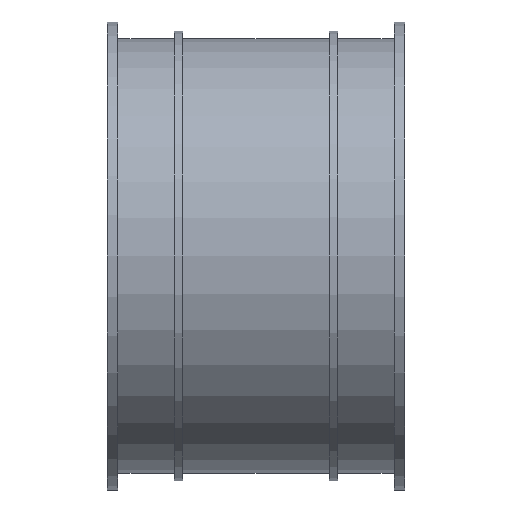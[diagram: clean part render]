
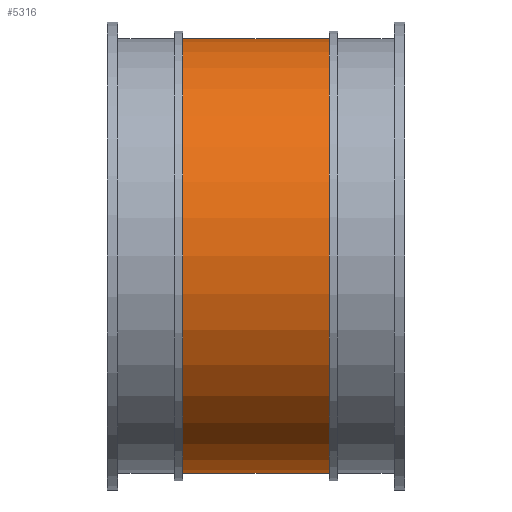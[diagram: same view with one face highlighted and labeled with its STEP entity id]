
A CAD part, left-side view. The second image highlights one B-rep face of the part: STEP entity #5316.
In plain terms, the highlighted cylindrical face has radius 28.8 mm (diameter 57.6 mm), a partial arc.
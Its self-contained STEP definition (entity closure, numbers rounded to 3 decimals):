
#491 = CARTESIAN_POINT ( 'NONE',  ( 0., 29.4, 0. ) ) ;
#559 = CYLINDRICAL_SURFACE ( 'NONE', #1984, 28.8 ) ;
#913 = VERTEX_POINT ( 'NONE', #7877 ) ;
#1005 = CIRCLE ( 'NONE', #6505, 28.8 ) ;
#1023 = LINE ( 'NONE', #7997, #2318 ) ;
#1270 = CIRCLE ( 'NONE', #2577, 28.8 ) ;
#1863 = DIRECTION ( 'NONE',  ( 0., 0., -1. ) ) ;
#1950 = ORIENTED_EDGE ( 'NONE', *, *, #4657, .F. ) ;
#1984 = AXIS2_PLACEMENT_3D ( 'NONE', #3828, #7483, #1863 ) ;
#2192 = CARTESIAN_POINT ( 'NONE',  ( 0., 29.4, 28.8 ) ) ;
#2318 = VECTOR ( 'NONE', #3567, 1000. ) ;
#2411 = DIRECTION ( 'NONE',  ( 0., 0., 1. ) ) ;
#2577 = AXIS2_PLACEMENT_3D ( 'NONE', #491, #7334, #2411 ) ;
#2852 = DIRECTION ( 'NONE',  ( 0., -1., 0. ) ) ;
#3019 = CARTESIAN_POINT ( 'NONE',  ( 0., 29.4, 28.8 ) ) ;
#3036 = ORIENTED_EDGE ( 'NONE', *, *, #6157, .F. ) ;
#3567 = DIRECTION ( 'NONE',  ( 0., -1., 0. ) ) ;
#3690 = ORIENTED_EDGE ( 'NONE', *, *, #4692, .T. ) ;
#3756 = FACE_OUTER_BOUND ( 'NONE', #5227, .T. ) ;
#3828 = CARTESIAN_POINT ( 'NONE',  ( 0., 29.4, 0. ) ) ;
#3841 = CARTESIAN_POINT ( 'NONE',  ( 0., 10., -28.8 ) ) ;
#4292 = CARTESIAN_POINT ( 'NONE',  ( 0., 29.4, -28.8 ) ) ;
#4657 = EDGE_CURVE ( 'NONE', #6922, #6288, #1270, .T. ) ;
#4692 = EDGE_CURVE ( 'NONE', #6922, #6690, #1023, .T. ) ;
#5227 = EDGE_LOOP ( 'NONE', ( #3036, #1950, #3690, #5528 ) ) ;
#5316 = ADVANCED_FACE ( 'NONE', ( #3756 ), #559, .T. ) ;
#5347 = DIRECTION ( 'NONE',  ( 0., 0., 1. ) ) ;
#5528 = ORIENTED_EDGE ( 'NONE', *, *, #6069, .T. ) ;
#5970 = DIRECTION ( 'NONE',  ( 0., 1., 0. ) ) ;
#6069 = EDGE_CURVE ( 'NONE', #6690, #913, #1005, .T. ) ;
#6157 = EDGE_CURVE ( 'NONE', #6288, #913, #7229, .T. ) ;
#6288 = VERTEX_POINT ( 'NONE', #3019 ) ;
#6505 = AXIS2_PLACEMENT_3D ( 'NONE', #7810, #5970, #5347 ) ;
#6690 = VERTEX_POINT ( 'NONE', #3841 ) ;
#6922 = VERTEX_POINT ( 'NONE', #4292 ) ;
#7023 = VECTOR ( 'NONE', #2852, 1000. ) ;
#7229 = LINE ( 'NONE', #2192, #7023 ) ;
#7334 = DIRECTION ( 'NONE',  ( 0., 1., 0. ) ) ;
#7483 = DIRECTION ( 'NONE',  ( 0., -1., 0. ) ) ;
#7810 = CARTESIAN_POINT ( 'NONE',  ( 0., 10., 0. ) ) ;
#7877 = CARTESIAN_POINT ( 'NONE',  ( 0., 10., 28.8 ) ) ;
#7997 = CARTESIAN_POINT ( 'NONE',  ( 0., 29.4, -28.8 ) ) ;
